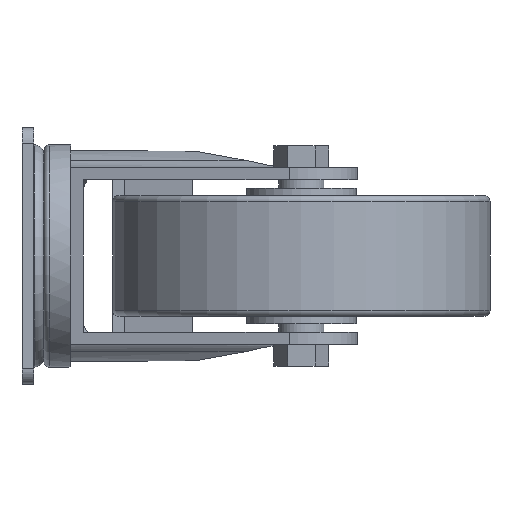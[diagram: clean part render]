
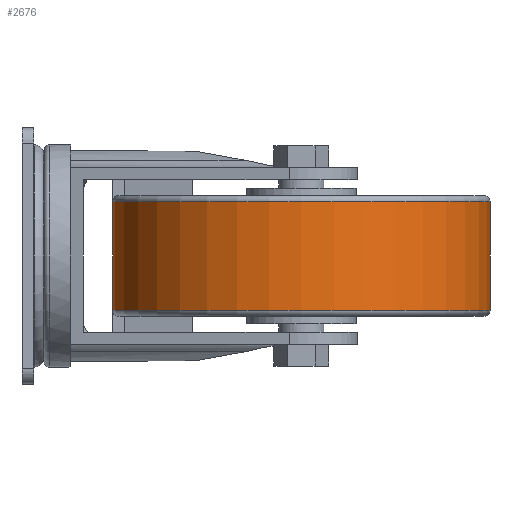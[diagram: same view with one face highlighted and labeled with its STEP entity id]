
A CAD part, left-side view. The second image highlights one B-rep face of the part: STEP entity #2676.
In plain terms, the highlighted cylindrical face has radius 62.5 mm (diameter 125 mm), a full revolution.
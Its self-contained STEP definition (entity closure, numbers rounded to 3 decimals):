
#71=CYLINDRICAL_SURFACE('',#2940,62.5);
#181=CIRCLE('',#2939,62.5);
#182=CIRCLE('',#2941,62.5);
#719=ORIENTED_EDGE('',*,*,#1259,.T.);
#720=ORIENTED_EDGE('',*,*,#1258,.F.);
#1258=EDGE_CURVE('',#1570,#1570,#181,.T.);
#1259=EDGE_CURVE('',#1571,#1571,#182,.T.);
#1570=VERTEX_POINT('',#4435);
#1571=VERTEX_POINT('',#4438);
#2241=EDGE_LOOP('',(#719));
#2242=EDGE_LOOP('',(#720));
#2429=FACE_BOUND('',#2241,.T.);
#2430=FACE_BOUND('',#2242,.T.);
#2676=ADVANCED_FACE('',(#2429,#2430),#71,.T.);
#2939=AXIS2_PLACEMENT_3D('',#4434,#3581,#3582);
#2940=AXIS2_PLACEMENT_3D('',#4436,#3583,#3584);
#2941=AXIS2_PLACEMENT_3D('',#4437,#3585,#3586);
#3581=DIRECTION('',(0.,0.,-1.));
#3582=DIRECTION('',(-1.,0.,0.));
#3583=DIRECTION('',(0.,0.,-1.));
#3584=DIRECTION('',(-1.,0.,0.));
#3585=DIRECTION('',(0.,0.,-1.));
#3586=DIRECTION('',(-1.,0.,0.));
#4434=CARTESIAN_POINT('',(0.,0.,-18.));
#4435=CARTESIAN_POINT('',(-62.5,0.,-18.));
#4436=CARTESIAN_POINT('',(0.,0.,-22.5));
#4437=CARTESIAN_POINT('',(0.,0.,18.));
#4438=CARTESIAN_POINT('',(-62.5,0.,18.));
